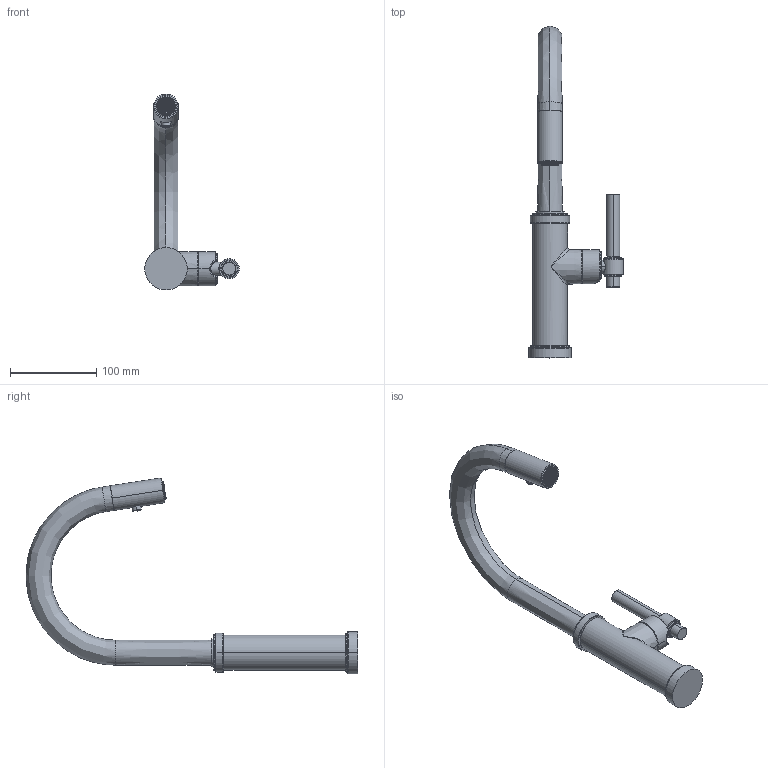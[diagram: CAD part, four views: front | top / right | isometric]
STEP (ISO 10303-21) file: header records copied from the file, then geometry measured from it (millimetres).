
FILE_DESCRIPTION((''),'2;1');
FILE_NAME('3180-5243_','2024-06-17T19:58:14',('nehatek'),(''),'CREO PARAMETRIC BY PTC INC, 2023134','CREO PARAMETRIC BY PTC INC, 2023134','');
FILE_SCHEMA(('CONFIG_CONTROL_DESIGN'));
Length unit declared in the file: inch
Products named in the file (1): 3180-5243_
Bounding box: 109.59 x 384.69 x 227.18 mm (x, y, z)
Volume: 599841 mm3; surface area: 80420.1 mm2
Topology: 1 solids, 1 shells, 1107 faces, 2764 edges, 1800 vertices
Faces by surface type: plane 853, cylinder 123, torus 57, cone 38, bspline 32, sphere 4
Entity records: 36144 total; most frequent: CARTESIAN_POINT 9524, ORIENTED_EDGE 5524, DIRECTION 5286, EDGE_CURVE 2762, VECTOR 2214, LINE 2214, VERTEX_POINT 1800, AXIS2_PLACEMENT_3D 1536
